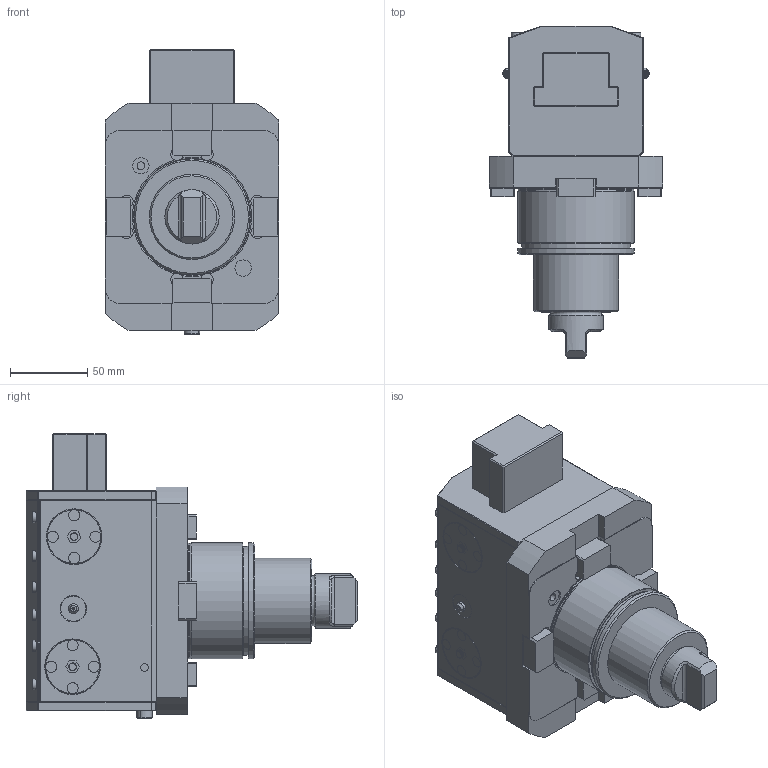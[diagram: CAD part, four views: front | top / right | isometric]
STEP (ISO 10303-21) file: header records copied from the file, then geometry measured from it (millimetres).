
FILE_DESCRIPTION (( 'STEP AP214' ), '1' );
FILE_NAME ('RRPSTRH35131UT75P.STEP', '2026-01-28T07:47:13', ( '' ), ( '' ), 'SwSTEP 2.0', 'SolidWorks 2023', '' );
FILE_SCHEMA (( 'AUTOMOTIVE_DESIGN' ));
Length unit declared in the file: millimetre
Products named in the file (1): RRPSTRH35131UT75P
Bounding box: 112 x 214.2 x 183.83 mm (x, y, z)
Surface area: 126665 mm2 (no closed solid volume)
Topology: 0 solids, 2 shells, 1154 faces, 2783 edges, 1725 vertices
Faces by surface type: plane 587, cylinder 219, cone 209, bspline 104, torus 31, sphere 4
Full cylindrical faces by diameter (mm): 1.7 x1, 2.1 x1, 5 x1, 6.366 x1, 35 x1, 55 x1, 70.3 x1, 74.6 x1, 75 x2
Entity records: 44959 total; most frequent: CARTESIAN_POINT 12371, ORIENTED_EDGE 5484, DIRECTION 5340, EDGE_CURVE 2748, AXIS2_PLACEMENT_3D 1807, VECTOR 1726, LINE 1726, VERTEX_POINT 1716
